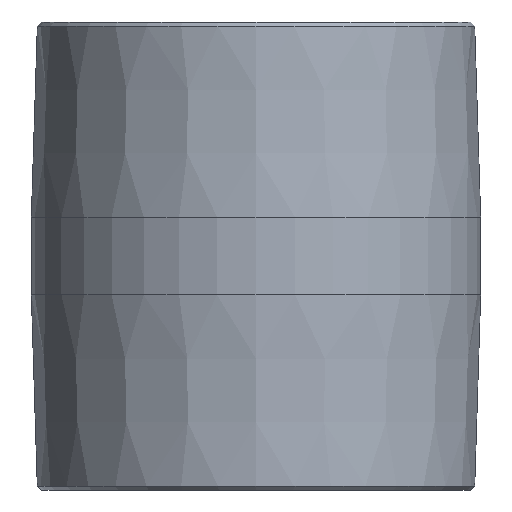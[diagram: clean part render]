
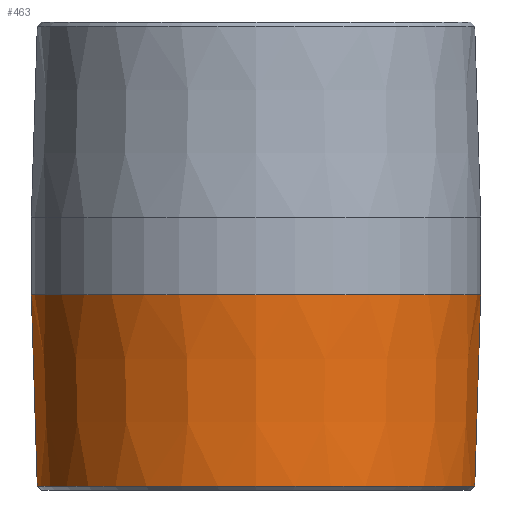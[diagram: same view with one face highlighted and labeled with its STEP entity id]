
A CAD part, front view. The second image highlights one B-rep face of the part: STEP entity #463.
In plain terms, the highlighted conical face has half-angle 1.78 degrees and reference radius 36.576 mm.
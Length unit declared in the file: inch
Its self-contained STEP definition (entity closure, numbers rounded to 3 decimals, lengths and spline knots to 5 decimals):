
#8 = ORIENTED_EDGE ( 'NONE', *, *, #183, .T. ) ;
#15 = DIRECTION ( 'NONE',  ( 0.031, 0., 1. ) ) ;
#49 = CIRCLE ( 'NONE', #500, 1.44 ) ;
#64 = CIRCLE ( 'NONE', #90, 1.40193 ) ;
#83 = EDGE_CURVE ( 'NONE', #489, #251, #487, .T. ) ;
#84 = DIRECTION ( 'NONE',  ( 0., 0., 1. ) ) ;
#90 = AXIS2_PLACEMENT_3D ( 'NONE', #314, #491, #234 ) ;
#94 = DIRECTION ( 'NONE',  ( 1., 0., 0. ) ) ;
#99 = CARTESIAN_POINT ( 'NONE',  ( -1.44, 0., 1.25 ) ) ;
#109 = DIRECTION ( 'NONE',  ( -1., 0., 0. ) ) ;
#112 = DIRECTION ( 'NONE',  ( 0., 0., -1. ) ) ;
#160 = VERTEX_POINT ( 'NONE', #450 ) ;
#167 = ORIENTED_EDGE ( 'NONE', *, *, #276, .T. ) ;
#177 = VECTOR ( 'NONE', #533, 39.37008 ) ;
#183 = EDGE_CURVE ( 'NONE', #251, #160, #49, .T. ) ;
#188 = CARTESIAN_POINT ( 'NONE',  ( 1.44, 0., 1.25 ) ) ;
#208 = VERTEX_POINT ( 'NONE', #541 ) ;
#234 = DIRECTION ( 'NONE',  ( -1., 0., 0. ) ) ;
#250 = AXIS2_PLACEMENT_3D ( 'NONE', #335, #84, #94 ) ;
#251 = VERTEX_POINT ( 'NONE', #188 ) ;
#276 = EDGE_CURVE ( 'NONE', #208, #489, #64, .T. ) ;
#314 = CARTESIAN_POINT ( 'NONE',  ( 0., 0., 0.02499 ) ) ;
#321 = CARTESIAN_POINT ( 'NONE',  ( 0., 0., 1.25 ) ) ;
#335 = CARTESIAN_POINT ( 'NONE',  ( 0., 0., 1.25 ) ) ;
#347 = EDGE_LOOP ( 'NONE', ( #457, #167, #349, #8 ) ) ;
#349 = ORIENTED_EDGE ( 'NONE', *, *, #83, .T. ) ;
#365 = LINE ( 'NONE', #99, #177 ) ;
#383 = FACE_OUTER_BOUND ( 'NONE', #347, .T. ) ;
#394 = CARTESIAN_POINT ( 'NONE',  ( 1.44, 0., 1.25 ) ) ;
#450 = CARTESIAN_POINT ( 'NONE',  ( -1.44, 0., 1.25 ) ) ;
#457 = ORIENTED_EDGE ( 'NONE', *, *, #503, .F. ) ;
#463 = ADVANCED_FACE ( 'NONE', ( #383 ), #472, .T. ) ;
#472 = CONICAL_SURFACE ( 'NONE', #250, 1.44, 0.031 ) ;
#487 = LINE ( 'NONE', #394, #532 ) ;
#488 = CARTESIAN_POINT ( 'NONE',  ( 1.40193, 0., 0.02499 ) ) ;
#489 = VERTEX_POINT ( 'NONE', #488 ) ;
#491 = DIRECTION ( 'NONE',  ( 0., 0., 1. ) ) ;
#500 = AXIS2_PLACEMENT_3D ( 'NONE', #321, #112, #109 ) ;
#503 = EDGE_CURVE ( 'NONE', #208, #160, #365, .T. ) ;
#532 = VECTOR ( 'NONE', #15, 39.37008 ) ;
#533 = DIRECTION ( 'NONE',  ( -0.031, 0., 1. ) ) ;
#541 = CARTESIAN_POINT ( 'NONE',  ( -1.40193, 0., 0.02499 ) ) ;
